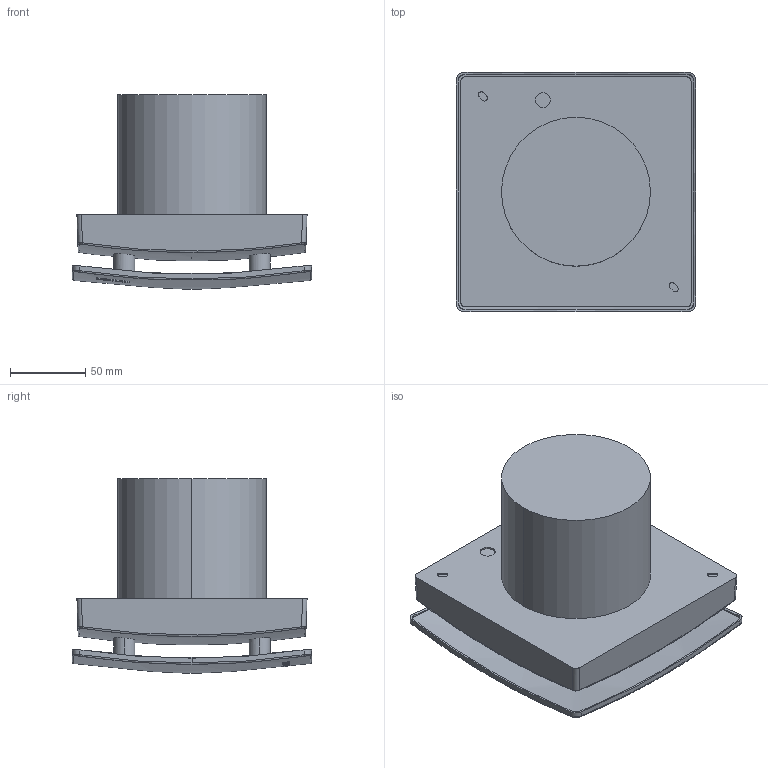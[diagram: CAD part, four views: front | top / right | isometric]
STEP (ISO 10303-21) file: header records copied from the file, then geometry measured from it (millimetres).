
FILE_DESCRIPTION (( 'STEP AP214' ), '1' );
FILE_NAME ('ECA_100_ipro.STEP', '2015-06-17T10:11:58', ( '' ), ( '' ), 'SwSTEP 2.0', 'SolidWorks 2013', '' );
FILE_SCHEMA (( 'AUTOMOTIVE_DESIGN' ));
Length unit declared in the file: millimetre
Products named in the file (1): ECA_100_ipro
Bounding box: 159 x 159 x 129.63 mm (x, y, z)
Volume: 1317560.2 mm3; surface area: 140880.9 mm2
Topology: 1 solids, 1 shells, 173 faces, 463 edges, 306 vertices
Faces by surface type: plane 76, bspline 54, cylinder 36, cone 4, torus 3
Entity records: 11166 total; most frequent: CARTESIAN_POINT 5684, ORIENTED_EDGE 922, EDGE_CURVE 461, DIRECTION 431, VERTEX_POINT 306, B_SPLINE_CURVE_WITH_KNOTS 282, EDGE_LOOP 195, UNCERTAINTY_MEASURE_WITH_UNIT 176
